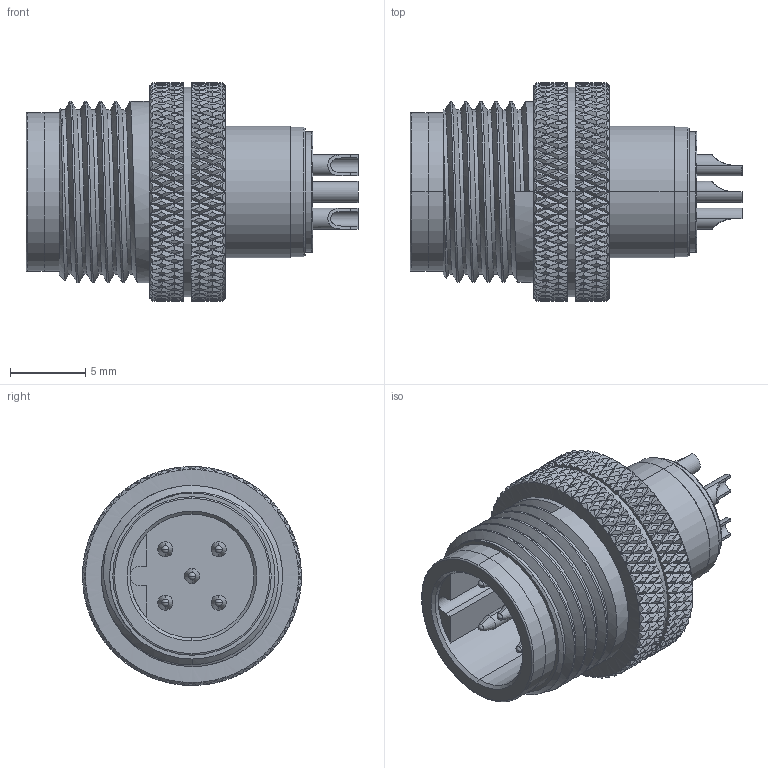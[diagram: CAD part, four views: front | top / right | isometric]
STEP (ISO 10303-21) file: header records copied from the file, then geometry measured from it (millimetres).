
FILE_DESCRIPTION (( 'STEP AP203' ), '1' );
FILE_NAME ('50-01021A.STEP', '2023-02-03T21:49:32', ( '' ), ( '' ), 'SwSTEP 2.0', 'SolidWorks 2021', '' );
FILE_SCHEMA (( 'CONFIG_CONTROL_DESIGN' ));
Products named in the file (5): 50-01021-04___; 50-01021-03___; 50-01021A; 50-01021-02___; 50-01021-01___
Assembly tree (8 placements, depth 2):
  50-01021A
    50-01021-01___
    50-01021-02___
    50-01021-03___  x5
    50-01021-04___
Bounding box: 22 x 14.5 x 14.5 mm (x, y, z)
Volume: 1448.2 mm3; surface area: 3163.5 mm2
Topology: 8 solids, 8 shells, 2314 faces, 5036 edges, 2763 vertices
Faces by surface type: bspline 1443, cylinder 605, cone 159, plane 63, torus 34, sphere 10
Entity records: 106044 total; most frequent: CARTESIAN_POINT 71077, ORIENTED_EDGE 9492, EDGE_CURVE 4746, B_SPLINE_CURVE_WITH_KNOTS 4098, DIRECTION 2636, VERTEX_POINT 2595, EDGE_LOOP 2211, FACE_OUTER_BOUND 2178
